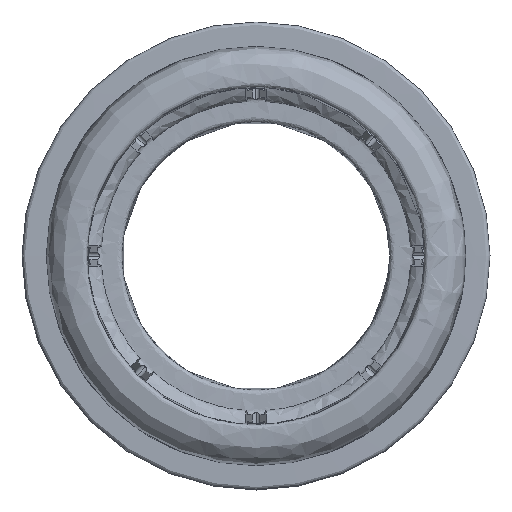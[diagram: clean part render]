
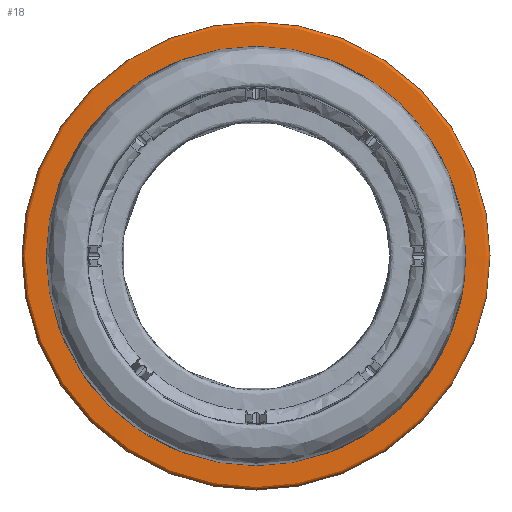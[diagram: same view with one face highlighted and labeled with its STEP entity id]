
A CAD part, front view. The second image highlights one B-rep face of the part: STEP entity #18.
In plain terms, the highlighted free-form (B-spline) face has degree [2, 2] with [11, 9] control points.
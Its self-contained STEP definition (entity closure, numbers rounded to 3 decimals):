
#18=ADVANCED_FACE('',(#72),#1008,.T.);
#72=FACE_OUTER_BOUND('',#126,.T.);
#126=EDGE_LOOP('',(#232,#233,#234,#235));
#232=ORIENTED_EDGE('',*,*,#518,.T.);
#233=ORIENTED_EDGE('',*,*,#512,.F.);
#234=ORIENTED_EDGE('',*,*,#517,.F.);
#235=ORIENTED_EDGE('',*,*,#512,.T.);
#512=EDGE_CURVE('',#864,#863,#673,.T.);
#517=EDGE_CURVE('',#864,#864,#835,.T.);
#518=EDGE_CURVE('',#863,#863,#836,.T.);
#673=(
BOUNDED_CURVE()
B_SPLINE_CURVE(2,(#2857,#2858,#2859,#2860,#2861,#2862,#2863,#2864,#2865,
#2866,#2867),.UNSPECIFIED.,.F.,.F.)
B_SPLINE_CURVE_WITH_KNOTS((3,2,2,2,2,3),(342.994,345.098,
345.884,346.884,347.669,349.773),
 .UNSPECIFIED.)
CURVE()
GEOMETRIC_REPRESENTATION_ITEM()
RATIONAL_B_SPLINE_CURVE((1.,1.,1.,0.707,1.,1.,1.,0.707,
1.,1.,1.))
REPRESENTATION_ITEM('')
);
#835=CIRCLE('',#1150,22.396);
#836=CIRCLE('',#1151,22.396);
#863=VERTEX_POINT('',#2712);
#864=VERTEX_POINT('',#2713);
#1008=(
BOUNDED_SURFACE()
B_SPLINE_SURFACE(2,2,((#1814,#1815,#1816,#1817,#1818,#1819,#1820,#1821,
#1822),(#1823,#1824,#1825,#1826,#1827,#1828,#1829,#1830,#1831),(#1832,#1833,
#1834,#1835,#1836,#1837,#1838,#1839,#1840),(#1841,#1842,#1843,#1844,#1845,
#1846,#1847,#1848,#1849),(#1850,#1851,#1852,#1853,#1854,#1855,#1856,#1857,
#1858),(#1859,#1860,#1861,#1862,#1863,#1864,#1865,#1866,#1867),(#1868,#1869,
#1870,#1871,#1872,#1873,#1874,#1875,#1876),(#1877,#1878,#1879,#1880,#1881,
#1882,#1883,#1884,#1885),(#1886,#1887,#1888,#1889,#1890,#1891,#1892,#1893,
#1894),(#1895,#1896,#1897,#1898,#1899,#1900,#1901,#1902,#1903),(#1904,#1905,
#1906,#1907,#1908,#1909,#1910,#1911,#1912)),.UNSPECIFIED.,.F.,.F.,.F.)
B_SPLINE_SURFACE_WITH_KNOTS((3,2,2,2,2,3),(3,2,2,2,3),(342.994,
345.098,345.884,346.884,347.669,349.773),
(0.,39.27,78.54,117.81,157.08),
 .UNSPECIFIED.)
GEOMETRIC_REPRESENTATION_ITEM()
RATIONAL_B_SPLINE_SURFACE(((1.,0.707,1.,0.707,1.,
0.707,1.,0.707,1.),(1.,0.707,1.,0.707,
1.,0.707,1.,0.707,1.),(1.,0.707,1.,
0.707,1.,0.707,1.,0.707,1.),(0.707,
0.5,0.707,0.5,0.707,0.5,0.707,0.5,0.707),
(1.,0.707,1.,0.707,1.,0.707,1.,0.707,
1.),(1.,0.707,1.,0.707,1.,0.707,1.,
0.707,1.),(1.,0.707,1.,0.707,1.,0.707,
1.,0.707,1.),(0.707,0.5,0.707,0.5,0.707,
0.5,0.707,0.5,0.707),(1.,0.707,1.,0.707,
1.,0.707,1.,0.707,1.),(1.,0.707,1.,
0.707,1.,0.707,1.,0.707,1.),(1.,0.707,
1.,0.707,1.,0.707,1.,0.707,1.)))
REPRESENTATION_ITEM('')
SURFACE()
);
#1150=AXIS2_PLACEMENT_3D($,#2916,#1219,#1220);
#1151=AXIS2_PLACEMENT_3D($,#2917,#1221,#1222);
#1219=DIRECTION('',(0.,1.,0.));
#1220=DIRECTION('',(1.,0.,0.));
#1221=DIRECTION('',(0.,1.,0.));
#1222=DIRECTION('',(1.,0.,0.));
#1814=CARTESIAN_POINT('',(22.396,10.5,0.));
#1815=CARTESIAN_POINT('',(22.396,10.5,-22.396));
#1816=CARTESIAN_POINT('',(0.,10.5,-22.396));
#1817=CARTESIAN_POINT('',(-22.396,10.5,-22.396));
#1818=CARTESIAN_POINT('',(-22.396,10.5,0.));
#1819=CARTESIAN_POINT('',(-22.396,10.5,22.396));
#1820=CARTESIAN_POINT('',(0.,10.5,22.396));
#1821=CARTESIAN_POINT('',(22.396,10.5,22.396));
#1822=CARTESIAN_POINT('',(22.396,10.5,0.));
#1823=CARTESIAN_POINT('',(23.448,10.5,0.));
#1824=CARTESIAN_POINT('',(23.448,10.5,-23.448));
#1825=CARTESIAN_POINT('',(0.,10.5,-23.448));
#1826=CARTESIAN_POINT('',(-23.448,10.5,-23.448));
#1827=CARTESIAN_POINT('',(-23.448,10.5,0.));
#1828=CARTESIAN_POINT('',(-23.448,10.5,23.448));
#1829=CARTESIAN_POINT('',(0.,10.5,23.448));
#1830=CARTESIAN_POINT('',(23.448,10.5,23.448));
#1831=CARTESIAN_POINT('',(23.448,10.5,0.));
#1832=CARTESIAN_POINT('',(24.5,10.5,0.));
#1833=CARTESIAN_POINT('',(24.5,10.5,-24.5));
#1834=CARTESIAN_POINT('',(0.,10.5,-24.5));
#1835=CARTESIAN_POINT('',(-24.5,10.5,-24.5));
#1836=CARTESIAN_POINT('',(-24.5,10.5,0.));
#1837=CARTESIAN_POINT('',(-24.5,10.5,24.5));
#1838=CARTESIAN_POINT('',(0.,10.5,24.5));
#1839=CARTESIAN_POINT('',(24.5,10.5,24.5));
#1840=CARTESIAN_POINT('',(24.5,10.5,0.));
#1841=CARTESIAN_POINT('',(25.,10.5,0.));
#1842=CARTESIAN_POINT('',(25.,10.5,-25.));
#1843=CARTESIAN_POINT('',(0.,10.5,-25.));
#1844=CARTESIAN_POINT('',(-25.,10.5,-25.));
#1845=CARTESIAN_POINT('',(-25.,10.5,0.));
#1846=CARTESIAN_POINT('',(-25.,10.5,25.));
#1847=CARTESIAN_POINT('',(0.,10.5,25.));
#1848=CARTESIAN_POINT('',(25.,10.5,25.));
#1849=CARTESIAN_POINT('',(25.,10.5,0.));
#1850=CARTESIAN_POINT('',(25.,10.,0.));
#1851=CARTESIAN_POINT('',(25.,10.,-25.));
#1852=CARTESIAN_POINT('',(0.,10.,-25.));
#1853=CARTESIAN_POINT('',(-25.,10.,-25.));
#1854=CARTESIAN_POINT('',(-25.,10.,0.));
#1855=CARTESIAN_POINT('',(-25.,10.,25.));
#1856=CARTESIAN_POINT('',(0.,10.,25.));
#1857=CARTESIAN_POINT('',(25.,10.,25.));
#1858=CARTESIAN_POINT('',(25.,10.,0.));
#1859=CARTESIAN_POINT('',(25.,9.5,0.));
#1860=CARTESIAN_POINT('',(25.,9.5,-25.));
#1861=CARTESIAN_POINT('',(0.,9.5,-25.));
#1862=CARTESIAN_POINT('',(-25.,9.5,-25.));
#1863=CARTESIAN_POINT('',(-25.,9.5,0.));
#1864=CARTESIAN_POINT('',(-25.,9.5,25.));
#1865=CARTESIAN_POINT('',(0.,9.5,25.));
#1866=CARTESIAN_POINT('',(25.,9.5,25.));
#1867=CARTESIAN_POINT('',(25.,9.5,0.));
#1868=CARTESIAN_POINT('',(25.,9.,0.));
#1869=CARTESIAN_POINT('',(25.,9.,-25.));
#1870=CARTESIAN_POINT('',(0.,9.,-25.));
#1871=CARTESIAN_POINT('',(-25.,9.,-25.));
#1872=CARTESIAN_POINT('',(-25.,9.,0.));
#1873=CARTESIAN_POINT('',(-25.,9.,25.));
#1874=CARTESIAN_POINT('',(0.,9.,25.));
#1875=CARTESIAN_POINT('',(25.,9.,25.));
#1876=CARTESIAN_POINT('',(25.,9.,0.));
#1877=CARTESIAN_POINT('',(25.,8.5,0.));
#1878=CARTESIAN_POINT('',(25.,8.5,-25.));
#1879=CARTESIAN_POINT('',(0.,8.5,-25.));
#1880=CARTESIAN_POINT('',(-25.,8.5,-25.));
#1881=CARTESIAN_POINT('',(-25.,8.5,0.));
#1882=CARTESIAN_POINT('',(-25.,8.5,25.));
#1883=CARTESIAN_POINT('',(0.,8.5,25.));
#1884=CARTESIAN_POINT('',(25.,8.5,25.));
#1885=CARTESIAN_POINT('',(25.,8.5,0.));
#1886=CARTESIAN_POINT('',(24.5,8.5,0.));
#1887=CARTESIAN_POINT('',(24.5,8.5,-24.5));
#1888=CARTESIAN_POINT('',(0.,8.5,-24.5));
#1889=CARTESIAN_POINT('',(-24.5,8.5,-24.5));
#1890=CARTESIAN_POINT('',(-24.5,8.5,0.));
#1891=CARTESIAN_POINT('',(-24.5,8.5,24.5));
#1892=CARTESIAN_POINT('',(0.,8.5,24.5));
#1893=CARTESIAN_POINT('',(24.5,8.5,24.5));
#1894=CARTESIAN_POINT('',(24.5,8.5,0.));
#1895=CARTESIAN_POINT('',(23.448,8.5,0.));
#1896=CARTESIAN_POINT('',(23.448,8.5,-23.448));
#1897=CARTESIAN_POINT('',(0.,8.5,-23.448));
#1898=CARTESIAN_POINT('',(-23.448,8.5,-23.448));
#1899=CARTESIAN_POINT('',(-23.448,8.5,0.));
#1900=CARTESIAN_POINT('',(-23.448,8.5,23.448));
#1901=CARTESIAN_POINT('',(0.,8.5,23.448));
#1902=CARTESIAN_POINT('',(23.448,8.5,23.448));
#1903=CARTESIAN_POINT('',(23.448,8.5,0.));
#1904=CARTESIAN_POINT('',(22.396,8.5,0.));
#1905=CARTESIAN_POINT('',(22.396,8.5,-22.396));
#1906=CARTESIAN_POINT('',(0.,8.5,-22.396));
#1907=CARTESIAN_POINT('',(-22.396,8.5,-22.396));
#1908=CARTESIAN_POINT('',(-22.396,8.5,0.));
#1909=CARTESIAN_POINT('',(-22.396,8.5,22.396));
#1910=CARTESIAN_POINT('',(0.,8.5,22.396));
#1911=CARTESIAN_POINT('',(22.396,8.5,22.396));
#1912=CARTESIAN_POINT('',(22.396,8.5,0.));
#2712=CARTESIAN_POINT('',(22.396,8.5,0.));
#2713=CARTESIAN_POINT('',(22.396,10.5,0.));
#2857=CARTESIAN_POINT('',(22.396,10.5,0.));
#2858=CARTESIAN_POINT('',(23.448,10.5,0.));
#2859=CARTESIAN_POINT('',(24.5,10.5,0.));
#2860=CARTESIAN_POINT('',(25.,10.5,0.));
#2861=CARTESIAN_POINT('',(25.,10.,0.));
#2862=CARTESIAN_POINT('',(25.,9.5,0.));
#2863=CARTESIAN_POINT('',(25.,9.,0.));
#2864=CARTESIAN_POINT('',(25.,8.5,0.));
#2865=CARTESIAN_POINT('',(24.5,8.5,0.));
#2866=CARTESIAN_POINT('',(23.448,8.5,0.));
#2867=CARTESIAN_POINT('',(22.396,8.5,0.));
#2916=CARTESIAN_POINT('',(0.,10.5,0.));
#2917=CARTESIAN_POINT('',(0.,8.5,0.));
